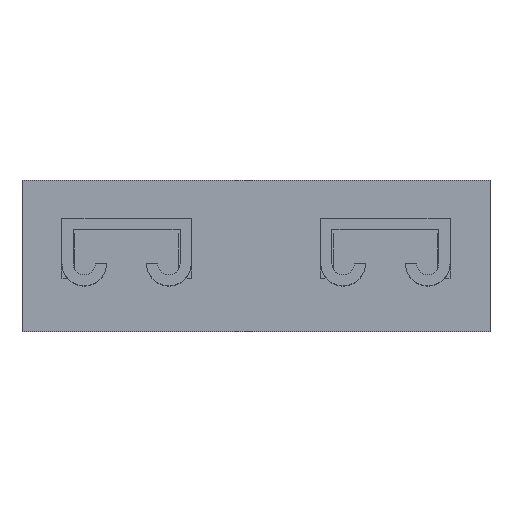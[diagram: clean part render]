
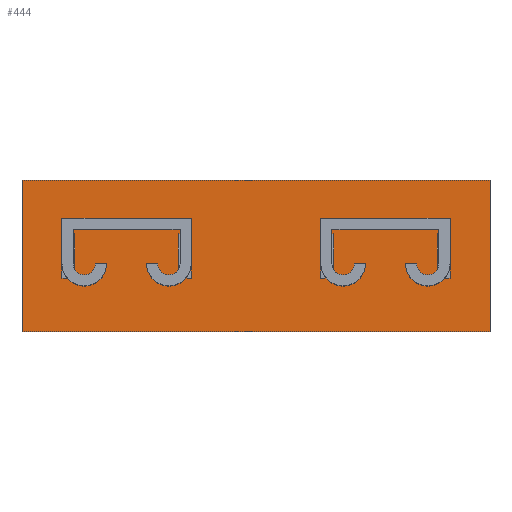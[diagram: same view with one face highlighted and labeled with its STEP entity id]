
A CAD part, top view. The second image highlights one B-rep face of the part: STEP entity #444.
In plain terms, the highlighted planar face has unit normal (0, 0, 1).
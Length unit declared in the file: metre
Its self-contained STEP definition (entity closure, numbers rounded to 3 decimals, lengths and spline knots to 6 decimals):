
#392 = EDGE_CURVE( '', #790, #771, #948, .T. );
#444 = ADVANCED_FACE( '', ( #1016 ), #1017, .T. );
#548 = EDGE_CURVE( '', #771, #1147, #1153, .T. );
#566 = EDGE_CURVE( '', #1147, #1112, #1175, .T. );
#638 = EDGE_CURVE( '', #1112, #790, #1255, .T. );
#771 = VERTEX_POINT( '', #1404 );
#790 = VERTEX_POINT( '', #1433 );
#948 = LINE( '', #1662, #1663 );
#1016 = FACE_OUTER_BOUND( '', #1758, .T. );
#1017 = PLANE( '', #1759 );
#1112 = VERTEX_POINT( '', #1898 );
#1147 = VERTEX_POINT( '', #1953 );
#1153 = LINE( '', #1961, #1962 );
#1175 = LINE( '', #1994, #1995 );
#1255 = LINE( '', #2124, #2125 );
#1404 = CARTESIAN_POINT( '', ( -0.00735, -0.002375, 0.0032 ) );
#1433 = CARTESIAN_POINT( '', ( -0.00735, 0.002375, 0.0032 ) );
#1662 = CARTESIAN_POINT( '', ( -0.00735, 0.002375, 0.0032 ) );
#1663 = VECTOR( '', #2448, 1. );
#1758 = EDGE_LOOP( '', ( #2568, #2569, #2570, #2571 ) );
#1759 = AXIS2_PLACEMENT_3D( '', #2572, #2573, #2574 );
#1898 = CARTESIAN_POINT( '', ( 0.00735, 0.002375, 0.0032 ) );
#1953 = CARTESIAN_POINT( '', ( 0.00735, -0.002375, 0.0032 ) );
#1961 = CARTESIAN_POINT( '', ( -0.00735, -0.002375, 0.0032 ) );
#1962 = VECTOR( '', #2756, 1. );
#1994 = CARTESIAN_POINT( '', ( 0.00735, -0.002375, 0.0032 ) );
#1995 = VECTOR( '', #2790, 1. );
#2124 = CARTESIAN_POINT( '', ( 0.00735, 0.002375, 0.0032 ) );
#2125 = VECTOR( '', #2900, 1. );
#2448 = DIRECTION( '', ( 0., -1., 0. ) );
#2568 = ORIENTED_EDGE( '', *, *, #548, .T. );
#2569 = ORIENTED_EDGE( '', *, *, #566, .T. );
#2570 = ORIENTED_EDGE( '', *, *, #638, .T. );
#2571 = ORIENTED_EDGE( '', *, *, #392, .T. );
#2572 = CARTESIAN_POINT( '', ( 0., 0., 0.0032 ) );
#2573 = DIRECTION( '', ( 0., 0., 1. ) );
#2574 = DIRECTION( '', ( 1., 0., 0. ) );
#2756 = DIRECTION( '', ( 1., 0., 0. ) );
#2790 = DIRECTION( '', ( 0., 1., 0. ) );
#2900 = DIRECTION( '', ( -1., 0., 0. ) );
